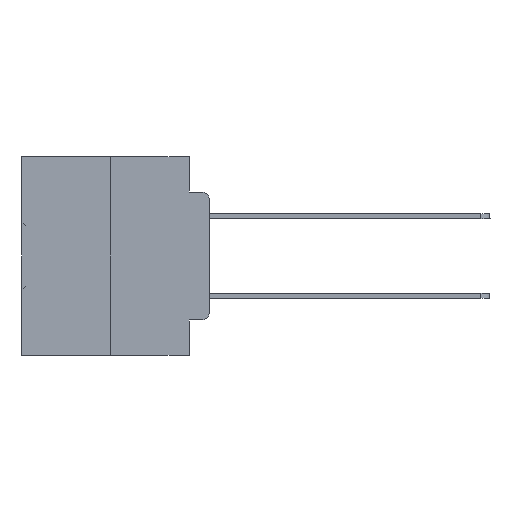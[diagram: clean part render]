
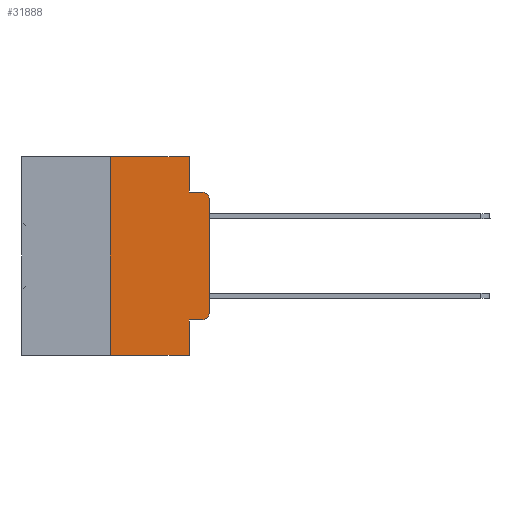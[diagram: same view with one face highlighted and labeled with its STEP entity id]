
A CAD part, left-side view. The second image highlights one B-rep face of the part: STEP entity #31888.
In plain terms, the highlighted planar face has unit normal (-1, 0, 0).
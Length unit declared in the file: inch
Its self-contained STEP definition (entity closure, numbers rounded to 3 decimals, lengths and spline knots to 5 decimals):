
#348 = VECTOR ( 'NONE', #13343, 39.37008 ) ;
#359 = EDGE_CURVE ( 'NONE', #4098, #19541, #3020, .T. ) ;
#703 = CIRCLE ( 'NONE', #14825, 0.02 ) ;
#998 = ORIENTED_EDGE ( 'NONE', *, *, #18333, .T. ) ;
#1361 = EDGE_CURVE ( 'NONE', #3021, #34980, #703, .T. ) ;
#1575 = EDGE_CURVE ( 'NONE', #16369, #3021, #20814, .T. ) ;
#2380 = CARTESIAN_POINT ( 'NONE',  ( 0., 0.051, -0.0885 ) ) ;
#2532 = DIRECTION ( 'NONE',  ( 0., 0., -1. ) ) ;
#2748 = ORIENTED_EDGE ( 'NONE', *, *, #1361, .T. ) ;
#3020 = LINE ( 'NONE', #27589, #4297 ) ;
#3021 = VERTEX_POINT ( 'NONE', #34278 ) ;
#3337 = CARTESIAN_POINT ( 'NONE',  ( 0., 0.051, -0.4115 ) ) ;
#3473 = PLANE ( 'NONE',  #16791 ) ;
#3589 = ORIENTED_EDGE ( 'NONE', *, *, #21331, .F. ) ;
#4098 = VERTEX_POINT ( 'NONE', #19280 ) ;
#4297 = VECTOR ( 'NONE', #19397, 39.37008 ) ;
#4534 = ORIENTED_EDGE ( 'NONE', *, *, #1575, .T. ) ;
#5970 = DIRECTION ( 'NONE',  ( 0., 0., -1. ) ) ;
#6508 = CARTESIAN_POINT ( 'NONE',  ( 0., 0.051, -0.5 ) ) ;
#6674 = CARTESIAN_POINT ( 'NONE',  ( 0., 0.02, -0.1085 ) ) ;
#6709 = ORIENTED_EDGE ( 'NONE', *, *, #12654, .F. ) ;
#7560 = ORIENTED_EDGE ( 'NONE', *, *, #9169, .F. ) ;
#7753 = CARTESIAN_POINT ( 'NONE',  ( 0., 0.02, -0.0885 ) ) ;
#8184 = CARTESIAN_POINT ( 'NONE',  ( 0., 0., 0. ) ) ;
#8763 = EDGE_CURVE ( 'NONE', #31268, #25974, #30208, .T. ) ;
#9029 = AXIS2_PLACEMENT_3D ( 'NONE', #6674, #12252, #31848 ) ;
#9169 = EDGE_CURVE ( 'NONE', #35435, #25974, #12645, .T. ) ;
#9172 = CARTESIAN_POINT ( 'NONE',  ( 0., 0.051, 0. ) ) ;
#11398 = ORIENTED_EDGE ( 'NONE', *, *, #8763, .T. ) ;
#11503 = ORIENTED_EDGE ( 'NONE', *, *, #29418, .T. ) ;
#11950 = DIRECTION ( 'NONE',  ( 0., 0., -1. ) ) ;
#12252 = DIRECTION ( 'NONE',  ( -1., 0., 0. ) ) ;
#12645 = LINE ( 'NONE', #2380, #348 ) ;
#12654 = EDGE_CURVE ( 'NONE', #16369, #18054, #19528, .T. ) ;
#13343 = DIRECTION ( 'NONE',  ( 0., -1., 0. ) ) ;
#13460 = LINE ( 'NONE', #17571, #26084 ) ;
#13856 = CARTESIAN_POINT ( 'NONE',  ( 0., 0.02, -0.3915 ) ) ;
#13982 = CARTESIAN_POINT ( 'NONE',  ( 0., 0.051, -0.0885 ) ) ;
#14006 = CARTESIAN_POINT ( 'NONE',  ( 0., 0., -0.3915 ) ) ;
#14009 = CARTESIAN_POINT ( 'NONE',  ( 0., 0., -0.1085 ) ) ;
#14205 = CARTESIAN_POINT ( 'NONE',  ( 0., 0.051, -0.4115 ) ) ;
#14825 = AXIS2_PLACEMENT_3D ( 'NONE', #13856, #33346, #35775 ) ;
#14909 = ORIENTED_EDGE ( 'NONE', *, *, #359, .F. ) ;
#16369 = VERTEX_POINT ( 'NONE', #3337 ) ;
#16761 = DIRECTION ( 'NONE',  ( 1., 0., 0. ) ) ;
#16791 = AXIS2_PLACEMENT_3D ( 'NONE', #27881, #16761, #2532 ) ;
#16997 = DIRECTION ( 'NONE',  ( 0., -1., 0. ) ) ;
#17273 = CARTESIAN_POINT ( 'NONE',  ( 0., 0.051, 0. ) ) ;
#17487 = VERTEX_POINT ( 'NONE', #28354 ) ;
#17571 = CARTESIAN_POINT ( 'NONE',  ( 0., 0.25, 0. ) ) ;
#17809 = DIRECTION ( 'NONE',  ( 0., 0., 1. ) ) ;
#18054 = VERTEX_POINT ( 'NONE', #6508 ) ;
#18067 = EDGE_CURVE ( 'NONE', #19541, #35435, #25618, .T. ) ;
#18333 = EDGE_CURVE ( 'NONE', #17487, #18054, #34445, .T. ) ;
#19280 = CARTESIAN_POINT ( 'NONE',  ( 0., 0.25, 0. ) ) ;
#19397 = DIRECTION ( 'NONE',  ( 0., -1., 0. ) ) ;
#19528 = LINE ( 'NONE', #17273, #35371 ) ;
#19541 = VERTEX_POINT ( 'NONE', #19968 ) ;
#19968 = CARTESIAN_POINT ( 'NONE',  ( 0., 0.051, 0. ) ) ;
#20814 = LINE ( 'NONE', #14205, #32716 ) ;
#21331 = EDGE_CURVE ( 'NONE', #17487, #4098, #13460, .T. ) ;
#24071 = EDGE_LOOP ( 'NONE', ( #11503, #11398, #7560, #29751, #14909, #3589, #998, #6709, #4534, #2748 ) ) ;
#24920 = DIRECTION ( 'NONE',  ( 0., -1., 0. ) ) ;
#25618 = LINE ( 'NONE', #9172, #34011 ) ;
#25974 = VERTEX_POINT ( 'NONE', #7753 ) ;
#26084 = VECTOR ( 'NONE', #17809, 39.37008 ) ;
#26397 = VECTOR ( 'NONE', #30327, 39.37008 ) ;
#27589 = CARTESIAN_POINT ( 'NONE',  ( 0., 0.473, 0. ) ) ;
#27628 = CARTESIAN_POINT ( 'NONE',  ( 0., 0.473, -0.5 ) ) ;
#27881 = CARTESIAN_POINT ( 'NONE',  ( 0., 0.473, 0. ) ) ;
#28161 = LINE ( 'NONE', #8184, #26397 ) ;
#28354 = CARTESIAN_POINT ( 'NONE',  ( 0., 0.25, -0.5 ) ) ;
#29187 = VECTOR ( 'NONE', #24920, 39.37008 ) ;
#29418 = EDGE_CURVE ( 'NONE', #34980, #31268, #28161, .T. ) ;
#29751 = ORIENTED_EDGE ( 'NONE', *, *, #18067, .F. ) ;
#30208 = CIRCLE ( 'NONE', #9029, 0.02 ) ;
#30327 = DIRECTION ( 'NONE',  ( 0., 0., 1. ) ) ;
#31268 = VERTEX_POINT ( 'NONE', #14009 ) ;
#31848 = DIRECTION ( 'NONE',  ( 0., 0., -1. ) ) ;
#31888 = ADVANCED_FACE ( 'NONE', ( #31993 ), #3473, .F. ) ;
#31993 = FACE_OUTER_BOUND ( 'NONE', #24071, .T. ) ;
#32716 = VECTOR ( 'NONE', #16997, 39.37008 ) ;
#33346 = DIRECTION ( 'NONE',  ( -1., 0., 0. ) ) ;
#34011 = VECTOR ( 'NONE', #11950, 39.37008 ) ;
#34278 = CARTESIAN_POINT ( 'NONE',  ( 0., 0.02, -0.4115 ) ) ;
#34445 = LINE ( 'NONE', #27628, #29187 ) ;
#34980 = VERTEX_POINT ( 'NONE', #14006 ) ;
#35371 = VECTOR ( 'NONE', #5970, 39.37008 ) ;
#35435 = VERTEX_POINT ( 'NONE', #13982 ) ;
#35775 = DIRECTION ( 'NONE',  ( 0., 0., -1. ) ) ;
